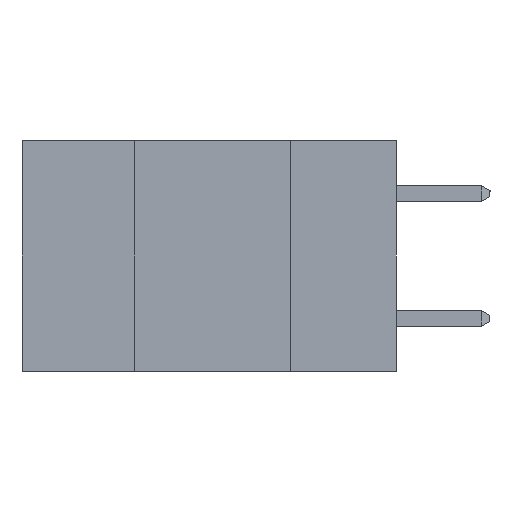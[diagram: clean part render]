
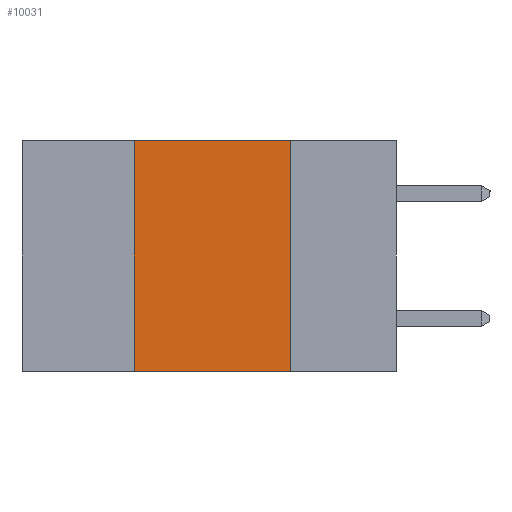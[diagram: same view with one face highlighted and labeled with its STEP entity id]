
A CAD part, left-side view. The second image highlights one B-rep face of the part: STEP entity #10031.
In plain terms, the highlighted planar face has unit normal (-1, 0, 0).
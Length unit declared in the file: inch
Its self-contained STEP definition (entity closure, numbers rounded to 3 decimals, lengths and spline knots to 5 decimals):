
#590 = ORIENTED_EDGE ( 'NONE', *, *, #2871, .T. ) ;
#691 = VERTEX_POINT ( 'NONE', #7610 ) ;
#905 = CARTESIAN_POINT ( 'NONE',  ( 0., 0.17, -0.37 ) ) ;
#1057 = CARTESIAN_POINT ( 'NONE',  ( 0., 0.42, 0. ) ) ;
#1272 = DIRECTION ( 'NONE',  ( 0., 0., 1. ) ) ;
#1284 = VECTOR ( 'NONE', #1272, 39.37008 ) ;
#1345 = EDGE_CURVE ( 'NONE', #691, #5839, #5392, .T. ) ;
#1673 = PLANE ( 'NONE',  #5289 ) ;
#2130 = LINE ( 'NONE', #9079, #1284 ) ;
#2871 = EDGE_CURVE ( 'NONE', #6978, #5839, #9409, .T. ) ;
#4185 = CARTESIAN_POINT ( 'NONE',  ( 0., 0.6, -0.37 ) ) ;
#5214 = DIRECTION ( 'NONE',  ( 0., 0., -1. ) ) ;
#5289 = AXIS2_PLACEMENT_3D ( 'NONE', #9708, #6063, #5214 ) ;
#5392 = LINE ( 'NONE', #6299, #7284 ) ;
#5586 = VECTOR ( 'NONE', #6418, 39.37008 ) ;
#5839 = VERTEX_POINT ( 'NONE', #905 ) ;
#6040 = EDGE_CURVE ( 'NONE', #7701, #691, #9836, .T. ) ;
#6063 = DIRECTION ( 'NONE',  ( 1., 0., 0. ) ) ;
#6249 = ORIENTED_EDGE ( 'NONE', *, *, #1345, .F. ) ;
#6299 = CARTESIAN_POINT ( 'NONE',  ( 0., 0.17, -0.37 ) ) ;
#6384 = VECTOR ( 'NONE', #11239, 39.37008 ) ;
#6418 = DIRECTION ( 'NONE',  ( 0., -1., 0. ) ) ;
#6582 = EDGE_CURVE ( 'NONE', #6978, #7701, #2130, .T. ) ;
#6978 = VERTEX_POINT ( 'NONE', #7288 ) ;
#7080 = EDGE_LOOP ( 'NONE', ( #6249, #10992, #7865, #590 ) ) ;
#7284 = VECTOR ( 'NONE', #9763, 39.37008 ) ;
#7288 = CARTESIAN_POINT ( 'NONE',  ( 0., 0.42, -0.37 ) ) ;
#7610 = CARTESIAN_POINT ( 'NONE',  ( 0., 0.17, 0. ) ) ;
#7701 = VERTEX_POINT ( 'NONE', #1057 ) ;
#7865 = ORIENTED_EDGE ( 'NONE', *, *, #6582, .F. ) ;
#8078 = CARTESIAN_POINT ( 'NONE',  ( 0., 0.6, 0. ) ) ;
#9079 = CARTESIAN_POINT ( 'NONE',  ( 0., 0.42, -0.37 ) ) ;
#9409 = LINE ( 'NONE', #4185, #6384 ) ;
#9530 = FACE_OUTER_BOUND ( 'NONE', #7080, .T. ) ;
#9708 = CARTESIAN_POINT ( 'NONE',  ( 0., 0.6, 0. ) ) ;
#9763 = DIRECTION ( 'NONE',  ( 0., 0., -1. ) ) ;
#9836 = LINE ( 'NONE', #8078, #5586 ) ;
#10031 = ADVANCED_FACE ( 'NONE', ( #9530 ), #1673, .F. ) ;
#10992 = ORIENTED_EDGE ( 'NONE', *, *, #6040, .F. ) ;
#11239 = DIRECTION ( 'NONE',  ( 0., -1., 0. ) ) ;
